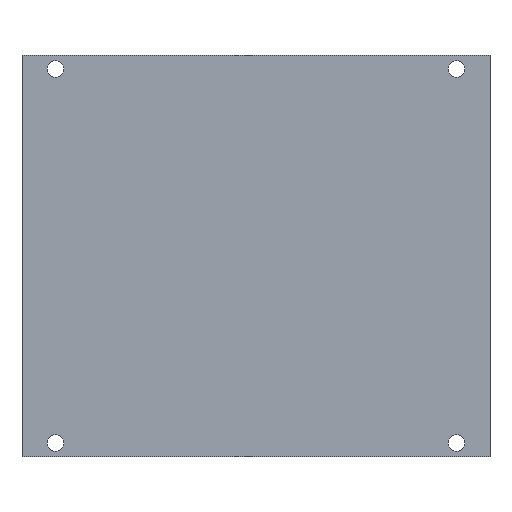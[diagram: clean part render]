
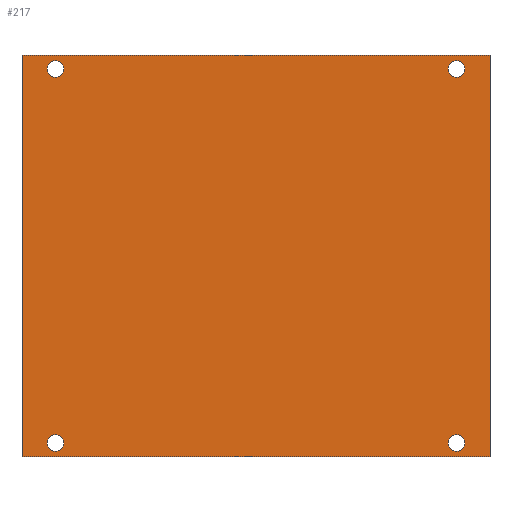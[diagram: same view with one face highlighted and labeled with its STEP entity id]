
A CAD part, top view. The second image highlights one B-rep face of the part: STEP entity #217.
In plain terms, the highlighted planar face has unit normal (0, 0, 1).
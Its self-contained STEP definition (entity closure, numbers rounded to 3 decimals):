
#15=FACE_BOUND('',#48,.T.);
#16=FACE_BOUND('',#49,.T.);
#17=FACE_BOUND('',#50,.T.);
#18=FACE_BOUND('',#51,.T.);
#27=PLANE('',#259);
#37=FACE_OUTER_BOUND('',#47,.T.);
#47=EDGE_LOOP('',(#185,#186,#187,#188));
#48=EDGE_LOOP('',(#189,#190));
#49=EDGE_LOOP('',(#191,#192));
#50=EDGE_LOOP('',(#193,#194));
#51=EDGE_LOOP('',(#195,#196));
#63=LINE('',#363,#79);
#66=LINE('',#369,#82);
#69=LINE('',#375,#85);
#72=LINE('',#379,#88);
#79=VECTOR('',#303,10.);
#82=VECTOR('',#308,10.);
#85=VECTOR('',#313,10.);
#88=VECTOR('',#318,10.);
#89=CIRCLE('',#240,1.5);
#90=CIRCLE('',#241,1.5);
#92=CIRCLE('',#244,1.5);
#93=CIRCLE('',#245,1.5);
#95=CIRCLE('',#248,1.5);
#96=CIRCLE('',#249,1.5);
#98=CIRCLE('',#252,1.5);
#99=CIRCLE('',#253,1.5);
#101=VERTEX_POINT('',#325);
#102=VERTEX_POINT('',#326);
#104=VERTEX_POINT('',#333);
#105=VERTEX_POINT('',#334);
#107=VERTEX_POINT('',#341);
#108=VERTEX_POINT('',#342);
#110=VERTEX_POINT('',#349);
#111=VERTEX_POINT('',#350);
#115=VERTEX_POINT('',#360);
#116=VERTEX_POINT('',#362);
#118=VERTEX_POINT('',#368);
#120=VERTEX_POINT('',#374);
#121=EDGE_CURVE('',#101,#102,#89,.T.);
#122=EDGE_CURVE('',#102,#101,#90,.T.);
#125=EDGE_CURVE('',#104,#105,#92,.T.);
#126=EDGE_CURVE('',#105,#104,#93,.T.);
#129=EDGE_CURVE('',#107,#108,#95,.T.);
#130=EDGE_CURVE('',#108,#107,#96,.T.);
#133=EDGE_CURVE('',#110,#111,#98,.T.);
#134=EDGE_CURVE('',#111,#110,#99,.T.);
#139=EDGE_CURVE('',#116,#115,#63,.T.);
#142=EDGE_CURVE('',#118,#116,#66,.T.);
#145=EDGE_CURVE('',#120,#118,#69,.T.);
#148=EDGE_CURVE('',#115,#120,#72,.T.);
#185=ORIENTED_EDGE('',*,*,#148,.T.);
#186=ORIENTED_EDGE('',*,*,#145,.T.);
#187=ORIENTED_EDGE('',*,*,#142,.T.);
#188=ORIENTED_EDGE('',*,*,#139,.T.);
#189=ORIENTED_EDGE('',*,*,#121,.T.);
#190=ORIENTED_EDGE('',*,*,#122,.T.);
#191=ORIENTED_EDGE('',*,*,#125,.T.);
#192=ORIENTED_EDGE('',*,*,#126,.T.);
#193=ORIENTED_EDGE('',*,*,#129,.T.);
#194=ORIENTED_EDGE('',*,*,#130,.T.);
#195=ORIENTED_EDGE('',*,*,#133,.T.);
#196=ORIENTED_EDGE('',*,*,#134,.T.);
#217=ADVANCED_FACE('',(#37,#15,#16,#17,#18),#27,.T.);
#240=AXIS2_PLACEMENT_3D('',#327,#265,#266);
#241=AXIS2_PLACEMENT_3D('',#328,#267,#268);
#244=AXIS2_PLACEMENT_3D('',#335,#274,#275);
#245=AXIS2_PLACEMENT_3D('',#336,#276,#277);
#248=AXIS2_PLACEMENT_3D('',#343,#283,#284);
#249=AXIS2_PLACEMENT_3D('',#344,#285,#286);
#252=AXIS2_PLACEMENT_3D('',#351,#292,#293);
#253=AXIS2_PLACEMENT_3D('',#352,#294,#295);
#259=AXIS2_PLACEMENT_3D('',#380,#319,#320);
#265=DIRECTION('center_axis',(0.,0.,-1.));
#266=DIRECTION('ref_axis',(1.,0.,0.));
#267=DIRECTION('center_axis',(0.,0.,-1.));
#268=DIRECTION('ref_axis',(1.,0.,0.));
#274=DIRECTION('center_axis',(0.,0.,-1.));
#275=DIRECTION('ref_axis',(1.,0.,0.));
#276=DIRECTION('center_axis',(0.,0.,-1.));
#277=DIRECTION('ref_axis',(1.,0.,0.));
#283=DIRECTION('center_axis',(0.,0.,-1.));
#284=DIRECTION('ref_axis',(1.,0.,0.));
#285=DIRECTION('center_axis',(0.,0.,-1.));
#286=DIRECTION('ref_axis',(1.,0.,0.));
#292=DIRECTION('center_axis',(0.,0.,-1.));
#293=DIRECTION('ref_axis',(1.,0.,0.));
#294=DIRECTION('center_axis',(0.,0.,-1.));
#295=DIRECTION('ref_axis',(1.,0.,0.));
#303=DIRECTION('',(1.,0.,0.));
#308=DIRECTION('',(0.,-1.,0.));
#313=DIRECTION('',(-1.,0.,0.));
#318=DIRECTION('',(0.,1.,0.));
#319=DIRECTION('center_axis',(0.,0.,1.));
#320=DIRECTION('ref_axis',(1.,0.,0.));
#325=CARTESIAN_POINT('',(37.928,-33.95,3.));
#326=CARTESIAN_POINT('',(34.928,-33.95,3.));
#327=CARTESIAN_POINT('Origin',(36.428,-33.95,3.));
#328=CARTESIAN_POINT('Origin',(36.428,-33.95,3.));
#333=CARTESIAN_POINT('',(37.928,33.95,3.));
#334=CARTESIAN_POINT('',(34.928,33.95,3.));
#335=CARTESIAN_POINT('Origin',(36.428,33.95,3.));
#336=CARTESIAN_POINT('Origin',(36.428,33.95,3.));
#341=CARTESIAN_POINT('',(-34.928,-33.95,3.));
#342=CARTESIAN_POINT('',(-37.928,-33.95,3.));
#343=CARTESIAN_POINT('Origin',(-36.428,-33.95,3.));
#344=CARTESIAN_POINT('Origin',(-36.428,-33.95,3.));
#349=CARTESIAN_POINT('',(-34.928,33.95,3.));
#350=CARTESIAN_POINT('',(-37.928,33.95,3.));
#351=CARTESIAN_POINT('Origin',(-36.428,33.95,3.));
#352=CARTESIAN_POINT('Origin',(-36.428,33.95,3.));
#360=CARTESIAN_POINT('',(42.5,-36.45,3.));
#362=CARTESIAN_POINT('',(-42.5,-36.45,3.));
#363=CARTESIAN_POINT('',(-42.5,-36.45,3.));
#368=CARTESIAN_POINT('',(-42.5,36.45,3.));
#369=CARTESIAN_POINT('',(-42.5,36.45,3.));
#374=CARTESIAN_POINT('',(42.5,36.45,3.));
#375=CARTESIAN_POINT('',(42.5,36.45,3.));
#379=CARTESIAN_POINT('',(42.5,-36.45,3.));
#380=CARTESIAN_POINT('Origin',(0.,0.,3.));
